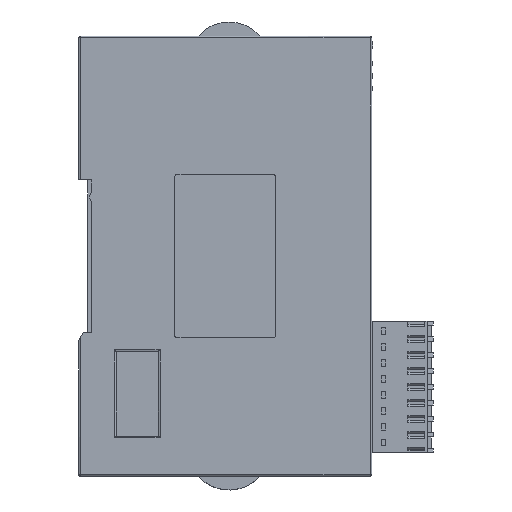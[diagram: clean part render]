
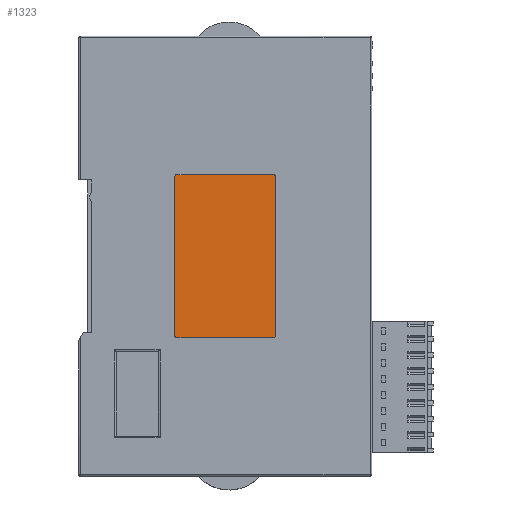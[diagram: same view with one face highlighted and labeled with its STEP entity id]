
A CAD part, left-side view. The second image highlights one B-rep face of the part: STEP entity #1323.
In plain terms, the highlighted planar face has unit normal (-1, 0, 0).
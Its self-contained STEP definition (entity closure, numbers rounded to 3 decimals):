
#1323=ADVANCED_FACE('',(#2553),#20276,.T.);
#2553=FACE_OUTER_BOUND('',#3895,.T.);
#3895=EDGE_LOOP('',(#9757,#9758,#9759,#9760,#9761,#9762,#9763,#9764));
#9757=ORIENTED_EDGE('',*,*,#12007,.F.);
#9758=ORIENTED_EDGE('',*,*,#11994,.F.);
#9759=ORIENTED_EDGE('',*,*,#11987,.F.);
#9760=ORIENTED_EDGE('',*,*,#11988,.F.);
#9761=ORIENTED_EDGE('',*,*,#11993,.F.);
#9762=ORIENTED_EDGE('',*,*,#11997,.F.);
#9763=ORIENTED_EDGE('',*,*,#12002,.F.);
#9764=ORIENTED_EDGE('',*,*,#12003,.F.);
#11987=EDGE_CURVE('',#18188,#18185,#13863,.T.);
#11988=EDGE_CURVE('',#18189,#18188,#15321,.T.);
#11993=EDGE_CURVE('',#18192,#18189,#13865,.T.);
#11994=EDGE_CURVE('',#18185,#18193,#15325,.T.);
#11997=EDGE_CURVE('',#18195,#18192,#15328,.T.);
#12002=EDGE_CURVE('',#18198,#18195,#13867,.T.);
#12003=EDGE_CURVE('',#18199,#18198,#15332,.T.);
#12007=EDGE_CURVE('',#18193,#18199,#13869,.T.);
#13863=(
BOUNDED_CURVE()
B_SPLINE_CURVE(2,(#32862,#32863,#32864),.UNSPECIFIED.,.F.,.F.)
B_SPLINE_CURVE_WITH_KNOTS((3,3),(0.,1.),.UNSPECIFIED.)
CURVE()
GEOMETRIC_REPRESENTATION_ITEM()
RATIONAL_B_SPLINE_CURVE((1.,0.707,1.))
REPRESENTATION_ITEM('')
);
#13865=(
BOUNDED_CURVE()
B_SPLINE_CURVE(2,(#32876,#32877,#32878),.UNSPECIFIED.,.F.,.F.)
B_SPLINE_CURVE_WITH_KNOTS((3,3),(0.,1.),.UNSPECIFIED.)
CURVE()
GEOMETRIC_REPRESENTATION_ITEM()
RATIONAL_B_SPLINE_CURVE((1.,0.707,1.))
REPRESENTATION_ITEM('')
);
#13867=(
BOUNDED_CURVE()
B_SPLINE_CURVE(2,(#32896,#32897,#32898),.UNSPECIFIED.,.F.,.F.)
B_SPLINE_CURVE_WITH_KNOTS((3,3),(0.,1.),.UNSPECIFIED.)
CURVE()
GEOMETRIC_REPRESENTATION_ITEM()
RATIONAL_B_SPLINE_CURVE((1.,0.707,1.))
REPRESENTATION_ITEM('')
);
#13869=(
BOUNDED_CURVE()
B_SPLINE_CURVE(2,(#32908,#32909,#32910),.UNSPECIFIED.,.F.,.F.)
B_SPLINE_CURVE_WITH_KNOTS((3,3),(0.,1.),.UNSPECIFIED.)
CURVE()
GEOMETRIC_REPRESENTATION_ITEM()
RATIONAL_B_SPLINE_CURVE((1.,0.707,1.))
REPRESENTATION_ITEM('')
);
#15321=B_SPLINE_CURVE_WITH_KNOTS('',1,(#32865,#32866),.UNSPECIFIED.,.F.,
 .F.,(2,2),(0.,23.),.UNSPECIFIED.);
#15325=B_SPLINE_CURVE_WITH_KNOTS('',1,(#32879,#32880),.UNSPECIFIED.,.F.,
 .F.,(2,2),(0.,38.),.UNSPECIFIED.);
#15328=B_SPLINE_CURVE_WITH_KNOTS('',1,(#32885,#32886),.UNSPECIFIED.,.F.,
 .F.,(2,2),(0.,38.),.UNSPECIFIED.);
#15332=B_SPLINE_CURVE_WITH_KNOTS('',1,(#32899,#32900),.UNSPECIFIED.,.F.,
 .F.,(2,2),(0.,23.),.UNSPECIFIED.);
#18185=VERTEX_POINT('',#27703);
#18188=VERTEX_POINT('',#27706);
#18189=VERTEX_POINT('',#27707);
#18192=VERTEX_POINT('',#27710);
#18193=VERTEX_POINT('',#27711);
#18195=VERTEX_POINT('',#27713);
#18198=VERTEX_POINT('',#27716);
#18199=VERTEX_POINT('',#27717);
#20276=PLANE('',#21420);
#21420=AXIS2_PLACEMENT_3D('',#26322,#22487,$);
#22487=DIRECTION('',(-1.,0.,0.));
#26322=CARTESIAN_POINT('',(-345.703,-71.468,212.686));
#27703=CARTESIAN_POINT('',(-345.703,-97.88,255.098));
#27706=CARTESIAN_POINT('',(-345.703,-97.38,255.598));
#27707=CARTESIAN_POINT('',(-345.703,-74.38,255.598));
#27710=CARTESIAN_POINT('',(-345.703,-73.88,255.098));
#27711=CARTESIAN_POINT('',(-345.703,-97.88,217.098));
#27713=CARTESIAN_POINT('',(-345.703,-73.88,217.098));
#27716=CARTESIAN_POINT('',(-345.703,-74.38,216.598));
#27717=CARTESIAN_POINT('',(-345.703,-97.38,216.598));
#32862=CARTESIAN_POINT('',(-345.703,-97.38,255.598));
#32863=CARTESIAN_POINT('',(-345.703,-97.88,255.598));
#32864=CARTESIAN_POINT('',(-345.703,-97.88,255.098));
#32865=CARTESIAN_POINT('',(-345.703,-74.38,255.598));
#32866=CARTESIAN_POINT('',(-345.703,-97.38,255.598));
#32876=CARTESIAN_POINT('',(-345.703,-73.88,255.098));
#32877=CARTESIAN_POINT('',(-345.703,-73.88,255.598));
#32878=CARTESIAN_POINT('',(-345.703,-74.38,255.598));
#32879=CARTESIAN_POINT('',(-345.703,-97.88,255.098));
#32880=CARTESIAN_POINT('',(-345.703,-97.88,217.098));
#32885=CARTESIAN_POINT('',(-345.703,-73.88,217.098));
#32886=CARTESIAN_POINT('',(-345.703,-73.88,255.098));
#32896=CARTESIAN_POINT('',(-345.703,-74.38,216.598));
#32897=CARTESIAN_POINT('',(-345.703,-73.88,216.598));
#32898=CARTESIAN_POINT('',(-345.703,-73.88,217.098));
#32899=CARTESIAN_POINT('',(-345.703,-97.38,216.598));
#32900=CARTESIAN_POINT('',(-345.703,-74.38,216.598));
#32908=CARTESIAN_POINT('',(-345.703,-97.88,217.098));
#32909=CARTESIAN_POINT('',(-345.703,-97.88,216.598));
#32910=CARTESIAN_POINT('',(-345.703,-97.38,216.598));
